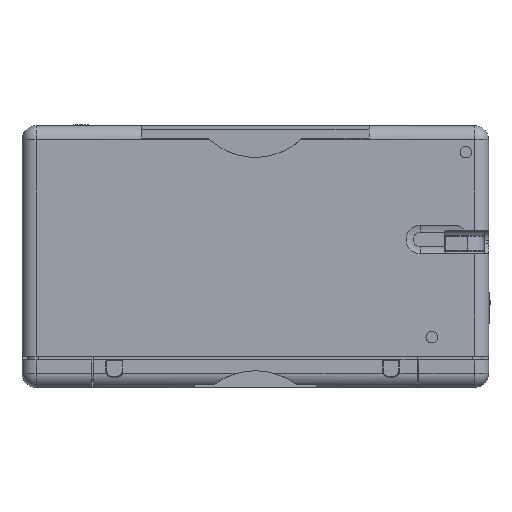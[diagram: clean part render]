
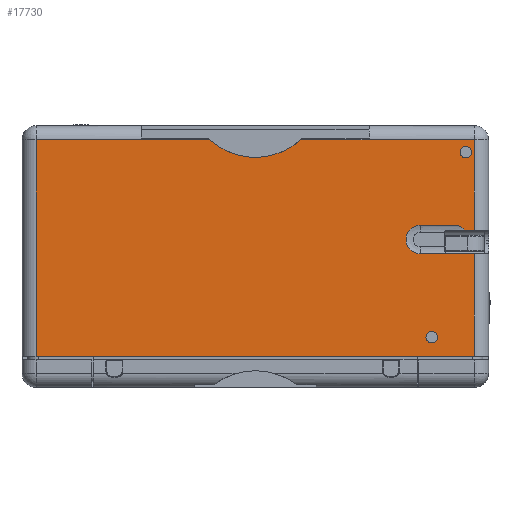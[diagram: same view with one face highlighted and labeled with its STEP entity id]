
A CAD part, front view. The second image highlights one B-rep face of the part: STEP entity #17730.
In plain terms, the highlighted planar face has unit normal (0, -1, 0).
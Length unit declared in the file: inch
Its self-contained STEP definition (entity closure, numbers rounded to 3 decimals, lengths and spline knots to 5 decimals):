
#777=CIRCLE('',#19027,0.15625);
#782=CIRCLE('',#19037,0.15625);
#783=CIRCLE('',#19039,0.75);
#784=CIRCLE('',#19040,0.0625);
#785=CIRCLE('',#19041,0.0625);
#950=FACE_BOUND('',#3403,.T.);
#951=FACE_BOUND('',#3404,.T.);
#2312=FACE_OUTER_BOUND('',#3402,.T.);
#3402=EDGE_LOOP('',(#15682,#15683,#15684,#15685,#15686,#15687,#15688,#15689,
#15690,#15691,#15692,#15693,#15694));
#3403=EDGE_LOOP('',(#15695));
#3404=EDGE_LOOP('',(#15696));
#5127=LINE('',#30875,#6844);
#5130=LINE('',#30884,#6847);
#5132=LINE('',#30901,#6849);
#5137=LINE('',#30916,#6854);
#5138=LINE('',#30918,#6855);
#5139=LINE('',#30920,#6856);
#5140=LINE('',#30924,#6857);
#5141=LINE('',#30926,#6858);
#5142=LINE('',#30928,#6859);
#5143=LINE('',#30929,#6860);
#6844=VECTOR('',#23245,0.375);
#6847=VECTOR('',#23254,0.29688);
#6849=VECTOR('',#23260,0.29688);
#6854=VECTOR('',#23275,0.10229);
#6855=VECTOR('',#23276,0.98958);
#6856=VECTOR('',#23277,1.90625);
#6857=VECTOR('',#23280,1.90625);
#6858=VECTOR('',#23281,2.375);
#6859=VECTOR('',#23282,4.8125);
#6860=VECTOR('',#23283,1.125);
#8452=VERTEX_POINT('',#30842);
#8455=VERTEX_POINT('',#30847);
#8459=VERTEX_POINT('',#30866);
#8462=VERTEX_POINT('',#30883);
#8465=VERTEX_POINT('',#30900);
#8469=VERTEX_POINT('',#30911);
#8470=VERTEX_POINT('',#30915);
#8471=VERTEX_POINT('',#30917);
#8472=VERTEX_POINT('',#30919);
#8473=VERTEX_POINT('',#30921);
#8474=VERTEX_POINT('',#30923);
#8475=VERTEX_POINT('',#30925);
#8476=VERTEX_POINT('',#30927);
#8477=VERTEX_POINT('',#30930);
#8478=VERTEX_POINT('',#30932);
#10898=EDGE_CURVE('',#8452,#8455,#777,.T.);
#10903=EDGE_CURVE('',#8455,#8459,#5127,.T.);
#10907=EDGE_CURVE('',#8462,#8452,#5130,.T.);
#10911=EDGE_CURVE('',#8465,#8462,#5132,.T.);
#10918=EDGE_CURVE('',#8459,#8469,#782,.T.);
#10919=EDGE_CURVE('',#8469,#8470,#5137,.T.);
#10920=EDGE_CURVE('',#8471,#8470,#5138,.T.);
#10921=EDGE_CURVE('',#8472,#8471,#5139,.T.);
#10922=EDGE_CURVE('',#8472,#8473,#783,.T.);
#10923=EDGE_CURVE('',#8474,#8473,#5140,.T.);
#10924=EDGE_CURVE('',#8475,#8474,#5141,.T.);
#10925=EDGE_CURVE('',#8475,#8476,#5142,.T.);
#10926=EDGE_CURVE('',#8465,#8476,#5143,.T.);
#10927=EDGE_CURVE('',#8477,#8477,#784,.T.);
#10928=EDGE_CURVE('',#8478,#8478,#785,.T.);
#15682=ORIENTED_EDGE('',*,*,#10911,.T.);
#15683=ORIENTED_EDGE('',*,*,#10907,.T.);
#15684=ORIENTED_EDGE('',*,*,#10898,.T.);
#15685=ORIENTED_EDGE('',*,*,#10903,.T.);
#15686=ORIENTED_EDGE('',*,*,#10918,.T.);
#15687=ORIENTED_EDGE('',*,*,#10919,.T.);
#15688=ORIENTED_EDGE('',*,*,#10920,.F.);
#15689=ORIENTED_EDGE('',*,*,#10921,.F.);
#15690=ORIENTED_EDGE('',*,*,#10922,.T.);
#15691=ORIENTED_EDGE('',*,*,#10923,.F.);
#15692=ORIENTED_EDGE('',*,*,#10924,.F.);
#15693=ORIENTED_EDGE('',*,*,#10925,.T.);
#15694=ORIENTED_EDGE('',*,*,#10926,.F.);
#15695=ORIENTED_EDGE('',*,*,#10927,.T.);
#15696=ORIENTED_EDGE('',*,*,#10928,.T.);
#16639=PLANE('',#19038);
#17730=ADVANCED_FACE('',(#2312,#950,#951),#16639,.F.);
#19027=AXIS2_PLACEMENT_3D('',#30849,#23239,#23240);
#19037=AXIS2_PLACEMENT_3D('',#30913,#23271,#23272);
#19038=AXIS2_PLACEMENT_3D('',#30914,#23273,#23274);
#19039=AXIS2_PLACEMENT_3D('',#30922,#23278,#23279);
#19040=AXIS2_PLACEMENT_3D('',#30931,#23284,#23285);
#19041=AXIS2_PLACEMENT_3D('',#30933,#23286,#23287);
#23239=DIRECTION('center_axis',(0.,1.,0.));
#23240=DIRECTION('ref_axis',(1.,0.,0.));
#23245=DIRECTION('',(1.,0.,0.));
#23254=DIRECTION('',(-1.,0.,0.));
#23260=DIRECTION('',(-1.,0.,0.));
#23271=DIRECTION('center_axis',(0.,1.,0.));
#23272=DIRECTION('ref_axis',(1.,0.,0.));
#23273=DIRECTION('center_axis',(0.,1.,0.));
#23274=DIRECTION('ref_axis',(0.,0.,1.));
#23275=DIRECTION('',(1.,0.,0.));
#23276=DIRECTION('',(0.,0.,-1.));
#23277=DIRECTION('',(1.,0.,0.));
#23278=DIRECTION('center_axis',(0.,1.,0.));
#23279=DIRECTION('ref_axis',(-0.667,0.,-0.745));
#23280=DIRECTION('',(1.,0.,0.));
#23281=DIRECTION('',(0.,0.,1.));
#23282=DIRECTION('',(1.,0.,0.));
#23283=DIRECTION('',(0.,0.,-1.));
#23284=DIRECTION('center_axis',(0.,1.,0.));
#23285=DIRECTION('ref_axis',(-1.,0.,0.));
#23286=DIRECTION('center_axis',(0.,1.,0.));
#23287=DIRECTION('ref_axis',(-1.,0.,0.));
#30842=CARTESIAN_POINT('',(3.91246,0.,-1.01122));
#30847=CARTESIAN_POINT('',(3.91246,0.,-0.69872));
#30849=CARTESIAN_POINT('Origin',(3.91246,0.,-0.85497));
#30866=CARTESIAN_POINT('',(4.28746,0.,-0.69872));
#30875=CARTESIAN_POINT('',(3.00621,0.,-0.69872));
#30883=CARTESIAN_POINT('',(4.20933,0.,-1.01122));
#30884=CARTESIAN_POINT('',(3.19371,0.,-1.01122));
#30900=CARTESIAN_POINT('',(4.50621,0.,-1.01122));
#30901=CARTESIAN_POINT('',(3.19371,0.,-1.01122));
#30911=CARTESIAN_POINT('',(4.40392,0.,-0.75081));
#30913=CARTESIAN_POINT('Origin',(4.28746,0.,-0.85497));
#30914=CARTESIAN_POINT('Origin',(2.09996,0.,-1.04247));
#30915=CARTESIAN_POINT('',(4.50621,0.,-0.75081));
#30916=CARTESIAN_POINT('',(3.38121,0.,-0.75081));
#30917=CARTESIAN_POINT('',(4.50621,0.,0.23878));
#30918=CARTESIAN_POINT('',(4.50621,0.,-0.32372));
#30919=CARTESIAN_POINT('',(2.59996,0.,0.23878));
#30920=CARTESIAN_POINT('',(0.81871,0.,0.23878));
#30921=CARTESIAN_POINT('',(1.59996,0.,0.23878));
#30922=CARTESIAN_POINT('Origin',(2.09996,0.,0.79779));
#30923=CARTESIAN_POINT('',(-0.30629,0.,0.23878));
#30924=CARTESIAN_POINT('',(0.81871,0.,0.23878));
#30925=CARTESIAN_POINT('',(-0.30629,0.,-2.13622));
#30926=CARTESIAN_POINT('',(-0.30629,0.,-1.76122));
#30927=CARTESIAN_POINT('',(4.50621,0.,-2.13622));
#30928=CARTESIAN_POINT('',(3.38121,0.,-2.13622));
#30929=CARTESIAN_POINT('',(4.50621,0.,-0.32372));
#30930=CARTESIAN_POINT('',(4.47496,0.,0.10336));
#30931=CARTESIAN_POINT('Origin',(4.41246,0.,0.10336));
#30932=CARTESIAN_POINT('',(4.09996,0.,-1.92789));
#30933=CARTESIAN_POINT('Origin',(4.03746,0.,-1.92789));
